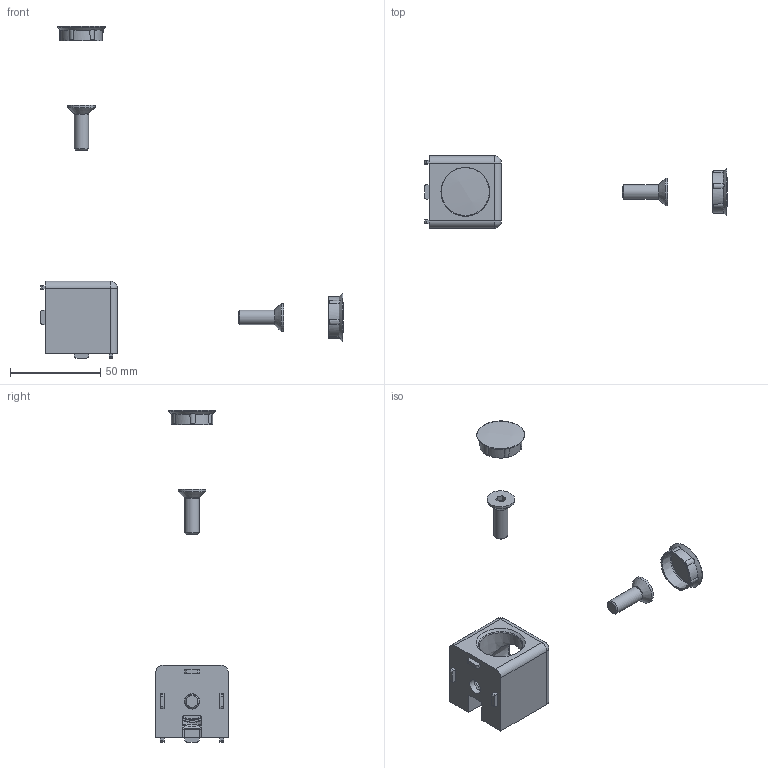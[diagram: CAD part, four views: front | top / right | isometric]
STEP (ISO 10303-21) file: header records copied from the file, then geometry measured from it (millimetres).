
FILE_DESCRIPTION(/* description */ ('STEP AP214'),/* implementation_level */ '2;1');
FILE_NAME(/* name */ '1025227.stp',/* time_stamp */ '2024-05-07T11:26:42+02:00',/* author */ ('b.steehouwer'),/* organization */ (''),/* preprocessor_version */ 'ST-DEVELOPER v18.1',/* originating_system */ 'Autodesk Inventor 2021',/* authorisation */ '');
FILE_SCHEMA (('AUTOMOTIVE_DESIGN { 1 0 10303 214 3 1 1 }'));
Length unit declared in the file: millimetre
Products named in the file (6): 1025227; 1025227-1; 1025227-2; 1025227-3; 1025227-4; 1025227-5
Assembly tree (5 placements, depth 2):
  1025227
    1025227-1
    1025227-2
    1025227-3
    1025227-4
    1025227-5
Bounding box: 167.54 x 40 x 183.84 mm (x, y, z)
Volume: 48111.7 mm3; surface area: 17871 mm2
Topology: 5 solids, 5 shells, 179 faces, 461 edges, 294 vertices
Faces by surface type: plane 74, cylinder 47, cone 30, torus 22, sphere 6
Full cylindrical faces by diameter (mm): 8 x2, 8.5 x2, 15.24 x2, 26.5 x2
Entity records: 6276 total; most frequent: CARTESIAN_POINT 1686, DIRECTION 934, ORIENTED_EDGE 914, EDGE_CURVE 457, AXIS2_PLACEMENT_3D 367, VERTEX_POINT 294, LINE 200, VECTOR 200
